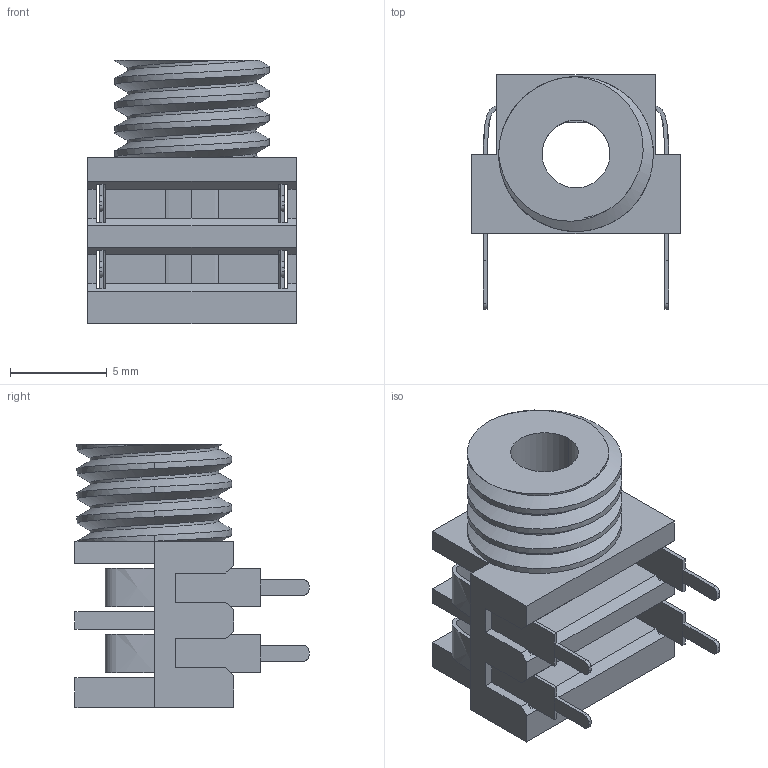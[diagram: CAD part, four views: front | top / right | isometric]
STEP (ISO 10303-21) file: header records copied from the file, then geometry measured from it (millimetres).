
FILE_DESCRIPTION (( 'STEP AP214' ), '1' );
FILE_NAME ('CL13843G.STEP', '2022-03-21T09:22:08', ( '' ), ( '' ), 'SwSTEP 2.0', 'SolidWorks 2021', '' );
FILE_SCHEMA (( 'AUTOMOTIVE_DESIGN' ));
Length unit declared in the file: millimetre
Products named in the file (3): CL13843G_body; CL13843G_PINS; CL13843G
Assembly tree (3 placements, depth 2):
  CL13843G
    CL13843G_body
    CL13843G_PINS  x2
Bounding box: 10.8 x 12.1 x 13.6 mm (x, y, z)
Volume: 528.8 mm3; surface area: 1172.2 mm2
Topology: 3 solids, 3 shells, 143 faces, 405 edges, 259 vertices
Faces by surface type: plane 111, cylinder 21, bspline 11
Entity records: 4847 total; most frequent: CARTESIAN_POINT 1834, ORIENTED_EDGE 654, DIRECTION 536, EDGE_CURVE 327, LINE 272, VECTOR 272, VERTEX_POINT 211, AXIS2_PLACEMENT_3D 132
